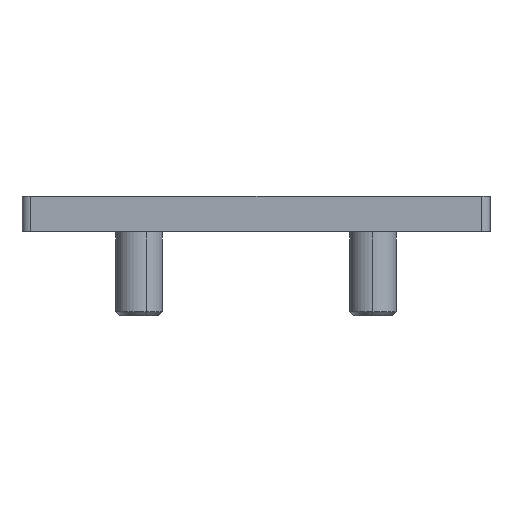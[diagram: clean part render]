
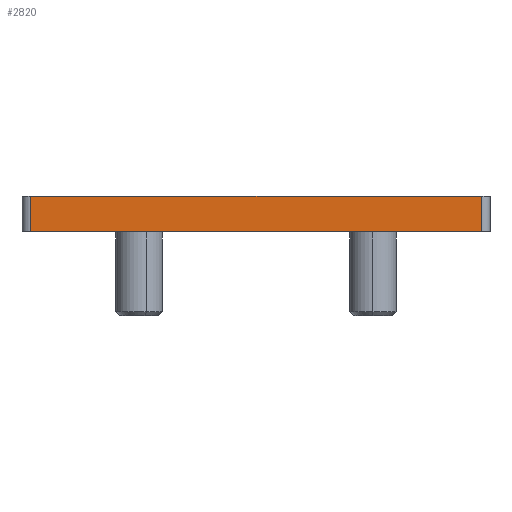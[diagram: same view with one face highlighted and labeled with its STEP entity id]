
A CAD part, left-side view. The second image highlights one B-rep face of the part: STEP entity #2820.
In plain terms, the highlighted planar face has unit normal (-1, 0, 0).
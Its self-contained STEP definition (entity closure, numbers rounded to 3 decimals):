
#276 = VERTEX_POINT ( 'NONE', #1867 ) ;
#547 = CARTESIAN_POINT ( 'NONE',  ( 6., 7.5, 0. ) ) ;
#711 = DIRECTION ( 'NONE',  ( 0., -1., 0. ) ) ;
#753 = LINE ( 'NONE', #4133, #2321 ) ;
#775 = VERTEX_POINT ( 'NONE', #5884 ) ;
#1025 = VECTOR ( 'NONE', #711, 1000. ) ;
#1186 = EDGE_LOOP ( 'NONE', ( #2531, #6182, #2638, #7231 ) ) ;
#1223 = EDGE_CURVE ( 'NONE', #2487, #775, #3848, .T. ) ;
#1436 = EDGE_CURVE ( 'NONE', #276, #775, #753, .T. ) ;
#1867 = CARTESIAN_POINT ( 'NONE',  ( 6., 7.5, -6. ) ) ;
#2321 = VECTOR ( 'NONE', #8144, 1000. ) ;
#2487 = VERTEX_POINT ( 'NONE', #5672 ) ;
#2531 = ORIENTED_EDGE ( 'NONE', *, *, #1223, .F. ) ;
#2638 = ORIENTED_EDGE ( 'NONE', *, *, #6060, .T. ) ;
#2642 = LINE ( 'NONE', #8540, #4430 ) ;
#2820 = ADVANCED_FACE ( 'NONE', ( #4746 ), #4394, .T. ) ;
#3154 = DIRECTION ( 'NONE',  ( 0., 0., 1. ) ) ;
#3191 = DIRECTION ( 'NONE',  ( 0., -1., 0. ) ) ;
#3277 = VECTOR ( 'NONE', #5948, 1000. ) ;
#3514 = EDGE_CURVE ( 'NONE', #6214, #2487, #8070, .T. ) ;
#3848 = LINE ( 'NONE', #547, #1025 ) ;
#4133 = CARTESIAN_POINT ( 'NONE',  ( 6., 7.5, -6. ) ) ;
#4394 = PLANE ( 'NONE',  #7920 ) ;
#4430 = VECTOR ( 'NONE', #3191, 1000. ) ;
#4746 = FACE_OUTER_BOUND ( 'NONE', #1186, .T. ) ;
#5629 = DIRECTION ( 'NONE',  ( -1., 0., 0. ) ) ;
#5672 = CARTESIAN_POINT ( 'NONE',  ( 6., 84.5, 0. ) ) ;
#5884 = CARTESIAN_POINT ( 'NONE',  ( 6., 7.5, 0. ) ) ;
#5948 = DIRECTION ( 'NONE',  ( 0., 0., 1. ) ) ;
#6060 = EDGE_CURVE ( 'NONE', #6214, #276, #2642, .T. ) ;
#6182 = ORIENTED_EDGE ( 'NONE', *, *, #3514, .F. ) ;
#6214 = VERTEX_POINT ( 'NONE', #6957 ) ;
#6957 = CARTESIAN_POINT ( 'NONE',  ( 6., 84.5, -6. ) ) ;
#7097 = CARTESIAN_POINT ( 'NONE',  ( 6., 7.5, -6. ) ) ;
#7231 = ORIENTED_EDGE ( 'NONE', *, *, #1436, .T. ) ;
#7920 = AXIS2_PLACEMENT_3D ( 'NONE', #7097, #5629, #3154 ) ;
#7979 = CARTESIAN_POINT ( 'NONE',  ( 6., 84.5, -6. ) ) ;
#8070 = LINE ( 'NONE', #7979, #3277 ) ;
#8144 = DIRECTION ( 'NONE',  ( 0., 0., 1. ) ) ;
#8540 = CARTESIAN_POINT ( 'NONE',  ( 6., 7.5, -6. ) ) ;
